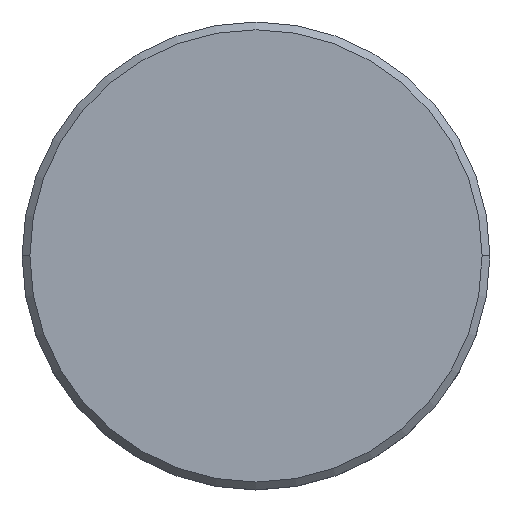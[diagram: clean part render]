
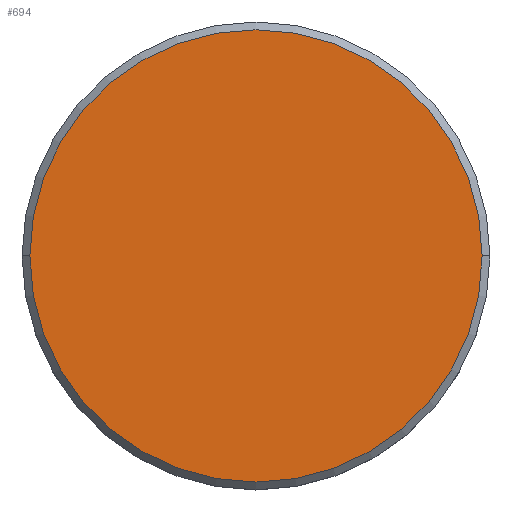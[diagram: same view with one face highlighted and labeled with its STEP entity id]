
A CAD part, top view. The second image highlights one B-rep face of the part: STEP entity #694.
In plain terms, the highlighted planar face has unit normal (0, 0, 1).
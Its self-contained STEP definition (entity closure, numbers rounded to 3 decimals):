
#12 = VERTEX_POINT ( 'NONE', #168 ) ;
#42 = FACE_OUTER_BOUND ( 'NONE', #161, .T. ) ;
#48 = CIRCLE ( 'NONE', #204, 14.5 ) ;
#88 = DIRECTION ( 'NONE',  ( 0., 0., 1. ) ) ;
#148 = DIRECTION ( 'NONE',  ( 0., 0., 1. ) ) ;
#161 = EDGE_LOOP ( 'NONE', ( #267, #218 ) ) ;
#167 = DIRECTION ( 'NONE',  ( 1., 0., 0. ) ) ;
#168 = CARTESIAN_POINT ( 'NONE',  ( 14.5, 0., 0. ) ) ;
#204 = AXIS2_PLACEMENT_3D ( 'NONE', #894, #88, #167 ) ;
#218 = ORIENTED_EDGE ( 'NONE', *, *, #447, .T. ) ;
#248 = DIRECTION ( 'NONE',  ( 0., 0., 1. ) ) ;
#267 = ORIENTED_EDGE ( 'NONE', *, *, #784, .T. ) ;
#387 = VERTEX_POINT ( 'NONE', #805 ) ;
#434 = CARTESIAN_POINT ( 'NONE',  ( 0., 0., 0. ) ) ;
#441 = PLANE ( 'NONE',  #876 ) ;
#447 = EDGE_CURVE ( 'NONE', #12, #387, #48, .T. ) ;
#599 = CARTESIAN_POINT ( 'NONE',  ( 0., 0., 0. ) ) ;
#629 = DIRECTION ( 'NONE',  ( 1., 0., 0. ) ) ;
#694 = ADVANCED_FACE ( 'NONE', ( #42 ), #441, .T. ) ;
#784 = EDGE_CURVE ( 'NONE', #387, #12, #1031, .T. ) ;
#792 = AXIS2_PLACEMENT_3D ( 'NONE', #599, #148, #629 ) ;
#805 = CARTESIAN_POINT ( 'NONE',  ( -14.5, 0., 0. ) ) ;
#876 = AXIS2_PLACEMENT_3D ( 'NONE', #434, #248, #961 ) ;
#894 = CARTESIAN_POINT ( 'NONE',  ( 0., 0., 0. ) ) ;
#961 = DIRECTION ( 'NONE',  ( 1., 0., 0. ) ) ;
#1031 = CIRCLE ( 'NONE', #792, 14.5 ) ;
